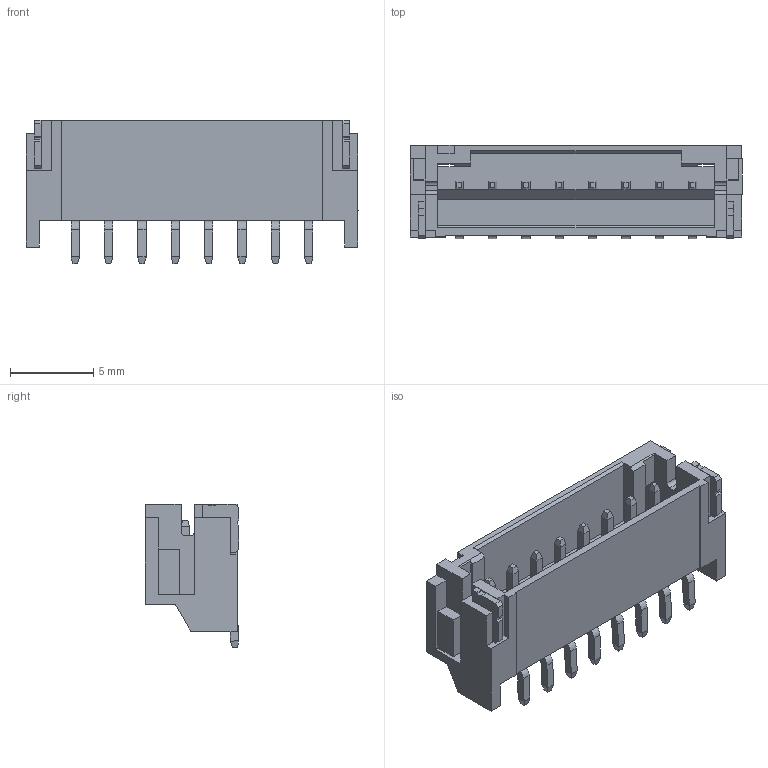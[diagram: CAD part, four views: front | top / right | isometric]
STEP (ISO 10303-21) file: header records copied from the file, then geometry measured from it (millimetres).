
FILE_DESCRIPTION (( 'STEP AP214' ), '1' );
FILE_NAME ('SxBwhite8.STEP', '2023-10-23T15:29:07', ( '' ), ( '' ), 'SwSTEP 2.0', 'SolidWorks 2021', '' );
FILE_SCHEMA (( 'AUTOMOTIVE_DESIGN' ));
Length unit declared in the file: millimetre
Products named in the file (2): SxB-PH-SM4-TB white_8; SxBwhite8
Assembly tree (1 placements, depth 2):
  SxBwhite8
    SxB-PH-SM4-TB white_8
Bounding box: 19.9 x 5.6 x 8.6 mm (x, y, z)
Volume: 329 mm3; surface area: 998.5 mm2
Topology: 11 solids, 11 shells, 316 faces, 828 edges, 530 vertices
Faces by surface type: plane 288, cylinder 28
Entity records: 9676 total; most frequent: CARTESIAN_POINT 1678, ORIENTED_EDGE 1656, DIRECTION 1524, EDGE_CURVE 828, VECTOR 772, LINE 772, VERTEX_POINT 530, AXIS2_PLACEMENT_3D 376
